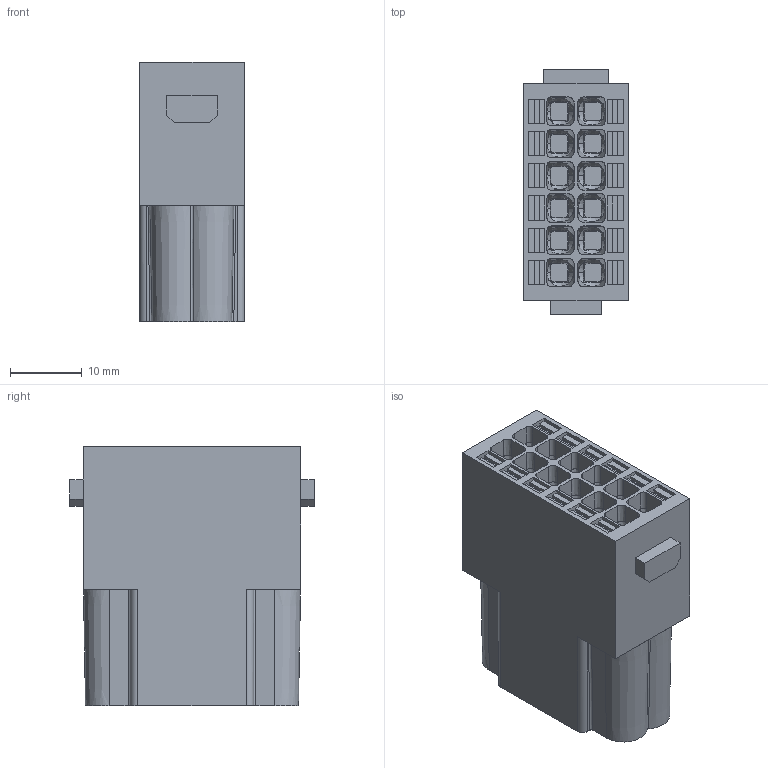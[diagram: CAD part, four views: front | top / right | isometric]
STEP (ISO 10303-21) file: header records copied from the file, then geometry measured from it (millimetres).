
FILE_DESCRIPTION(('CATIA V5 STEP Exchange','CAx-IF Rec.Pracs.--- Model Styling and Organization---1.4--- 2014-01-23'),'2;1');
FILE_NAME ('1255383-1_1', '2021-01-28T14:26:12+00:00', ('none'), ('Weidmueller'), 'CATIA Version 5-6 Release 2016 SP3 HF44', 'CATIA V5 STEP AP214', 'none');
FILE_SCHEMA(('AUTOMOTIVE_DESIGN { 1 0 10303 214 1 1 1 1 }'));
Length unit declared in the file: millimetre
Products named in the file (1): 2748460000
Bounding box: 14.6 x 34.1 x 36.25 mm (x, y, z)
Volume: 9781.4 mm3; surface area: 7545.3 mm2
Topology: 1 solids, 1 shells, 533 faces, 1438 edges, 946 vertices
Faces by surface type: plane 306, cylinder 103, bspline 85, cone 39
Entity records: 21828 total; most frequent: CARTESIAN_POINT 10077, ORIENTED_EDGE 2876, DIRECTION 1727, EDGE_CURVE 1438, VERTEX_POINT 946, VECTOR 770, LINE 770, EDGE_LOOP 572
